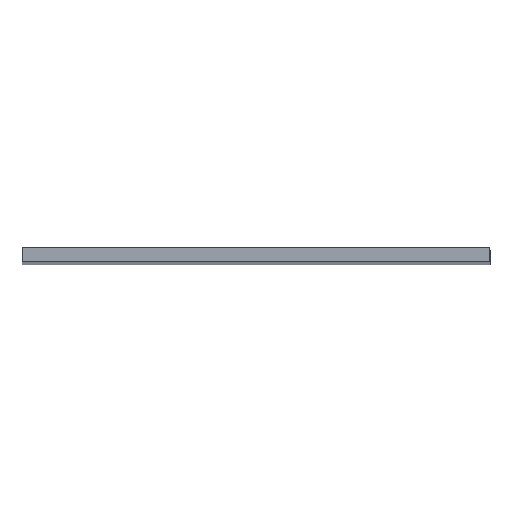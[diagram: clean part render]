
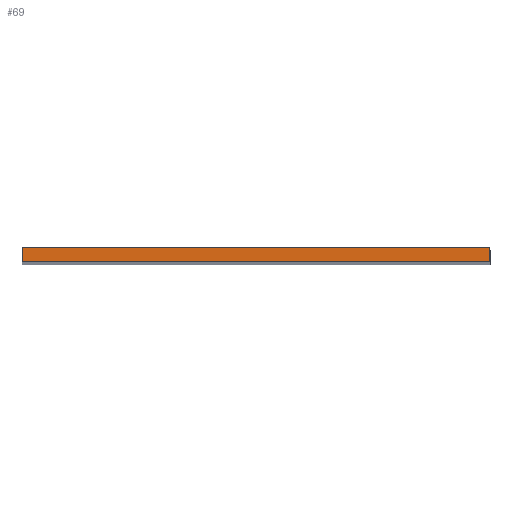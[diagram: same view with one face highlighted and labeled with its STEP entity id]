
A CAD part, top view. The second image highlights one B-rep face of the part: STEP entity #69.
In plain terms, the highlighted planar face has unit normal (0, 0, 1).
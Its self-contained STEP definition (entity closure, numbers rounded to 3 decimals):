
#60=FACE_OUTER_BOUND('',#278,.T.);
#69=ADVANCED_FACE('',(#60),#102,.F.);
#102=PLANE('',#702);
#278=EDGE_LOOP('',(#397,#398,#399,#400));
#397=ORIENTED_EDGE('',*,*,#557,.T.);
#398=ORIENTED_EDGE('',*,*,#589,.F.);
#399=ORIENTED_EDGE('',*,*,#594,.F.);
#400=ORIENTED_EDGE('',*,*,#592,.T.);
#494=VERTEX_POINT('',#940);
#496=VERTEX_POINT('',#943);
#526=VERTEX_POINT('',#1005);
#528=VERTEX_POINT('',#1013);
#557=EDGE_CURVE('',#496,#494,#627,.T.);
#589=EDGE_CURVE('',#526,#494,#636,.T.);
#592=EDGE_CURVE('',#528,#496,#639,.T.);
#594=EDGE_CURVE('',#528,#526,#641,.T.);
#627=LINE('',#942,#651);
#636=LINE('',#1006,#660);
#639=LINE('',#1012,#663);
#641=LINE('',#1016,#665);
#651=VECTOR('',#757,1.);
#660=VECTOR('',#814,1.);
#663=VECTOR('',#821,1.);
#665=VECTOR('',#825,1.);
#702=AXIS2_PLACEMENT_3D('',#1017,#826,#827);
#757=DIRECTION('',(-1.,0.,0.));
#814=DIRECTION('',(0.,1.,0.));
#821=DIRECTION('',(0.,1.,0.));
#825=DIRECTION('',(-1.,0.,0.));
#826=DIRECTION('',(0.,0.,-1.));
#827=DIRECTION('',(-1.,0.,0.));
#940=CARTESIAN_POINT('',(0.,0.,0.));
#942=CARTESIAN_POINT('',(82.,0.,0.));
#943=CARTESIAN_POINT('',(82.,0.,0.));
#1005=CARTESIAN_POINT('',(0.,-2.5,0.));
#1006=CARTESIAN_POINT('',(0.,-2.5,0.));
#1012=CARTESIAN_POINT('',(82.,-2.5,0.));
#1013=CARTESIAN_POINT('',(82.,-2.5,0.));
#1016=CARTESIAN_POINT('',(82.,-2.5,0.));
#1017=CARTESIAN_POINT('',(82.,-2.5,0.));
